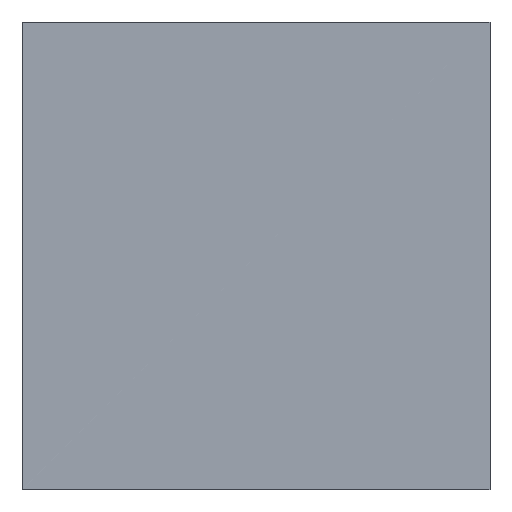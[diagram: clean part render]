
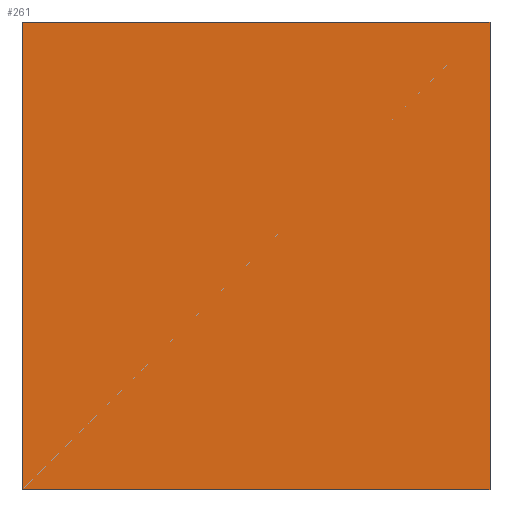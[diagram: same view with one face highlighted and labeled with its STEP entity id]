
A CAD part, front view. The second image highlights one B-rep face of the part: STEP entity #261.
In plain terms, the highlighted planar face has unit normal (0, -1, 0).
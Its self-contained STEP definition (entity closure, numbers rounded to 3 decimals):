
#8 = ORIENTED_EDGE ( 'NONE', *, *, #121, .T. ) ;
#9 = CARTESIAN_POINT ( 'NONE',  ( -10., -10., 10. ) ) ;
#24 = VECTOR ( 'NONE', #251, 1000. ) ;
#27 = LINE ( 'NONE', #274, #24 ) ;
#29 = CARTESIAN_POINT ( 'NONE',  ( -10., -10., 10. ) ) ;
#33 = ORIENTED_EDGE ( 'NONE', *, *, #165, .F. ) ;
#35 = DIRECTION ( 'NONE',  ( 0., 0., -1. ) ) ;
#38 = EDGE_CURVE ( 'NONE', #70, #123, #303, .T. ) ;
#45 = VERTEX_POINT ( 'NONE', #200 ) ;
#49 = ORIENTED_EDGE ( 'NONE', *, *, #60, .F. ) ;
#53 = PLANE ( 'NONE',  #263 ) ;
#60 = EDGE_CURVE ( 'NONE', #70, #45, #27, .T. ) ;
#70 = VERTEX_POINT ( 'NONE', #29 ) ;
#77 = CARTESIAN_POINT ( 'NONE',  ( -10., -10., 10. ) ) ;
#81 = EDGE_LOOP ( 'NONE', ( #8, #33, #49, #124 ) ) ;
#93 = VECTOR ( 'NONE', #127, 1000. ) ;
#107 = DIRECTION ( 'NONE',  ( 0., 1., 0. ) ) ;
#121 = EDGE_CURVE ( 'NONE', #123, #296, #186, .T. ) ;
#123 = VERTEX_POINT ( 'NONE', #311 ) ;
#124 = ORIENTED_EDGE ( 'NONE', *, *, #38, .T. ) ;
#127 = DIRECTION ( 'NONE',  ( 0., 0., -1. ) ) ;
#154 = DIRECTION ( 'NONE',  ( 0., 0., 1. ) ) ;
#159 = DIRECTION ( 'NONE',  ( 1., 0., 0. ) ) ;
#165 = EDGE_CURVE ( 'NONE', #45, #296, #173, .T. ) ;
#173 = LINE ( 'NONE', #175, #93 ) ;
#175 = CARTESIAN_POINT ( 'NONE',  ( 10., -10., 10. ) ) ;
#186 = LINE ( 'NONE', #284, #304 ) ;
#200 = CARTESIAN_POINT ( 'NONE',  ( 10., -10., 10. ) ) ;
#251 = DIRECTION ( 'NONE',  ( 1., 0., 0. ) ) ;
#261 = ADVANCED_FACE ( 'NONE', ( #275 ), #53, .F. ) ;
#263 = AXIS2_PLACEMENT_3D ( 'NONE', #9, #107, #154 ) ;
#274 = CARTESIAN_POINT ( 'NONE',  ( -10., -10., 10. ) ) ;
#275 = FACE_OUTER_BOUND ( 'NONE', #81, .T. ) ;
#280 = VECTOR ( 'NONE', #35, 1000. ) ;
#283 = CARTESIAN_POINT ( 'NONE',  ( 10., -10., -10. ) ) ;
#284 = CARTESIAN_POINT ( 'NONE',  ( -10., -10., -10. ) ) ;
#296 = VERTEX_POINT ( 'NONE', #283 ) ;
#303 = LINE ( 'NONE', #77, #280 ) ;
#304 = VECTOR ( 'NONE', #159, 1000. ) ;
#311 = CARTESIAN_POINT ( 'NONE',  ( -10., -10., -10. ) ) ;
